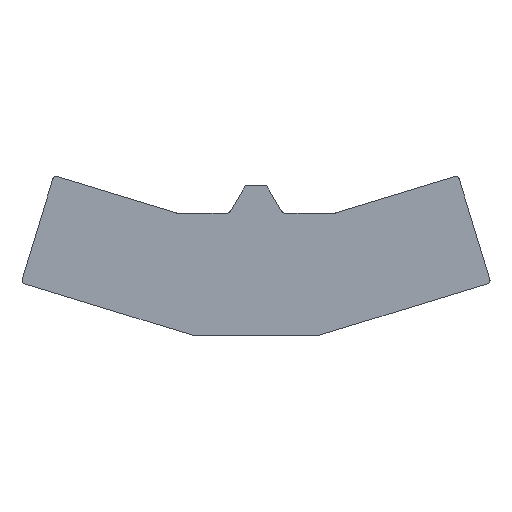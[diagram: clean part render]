
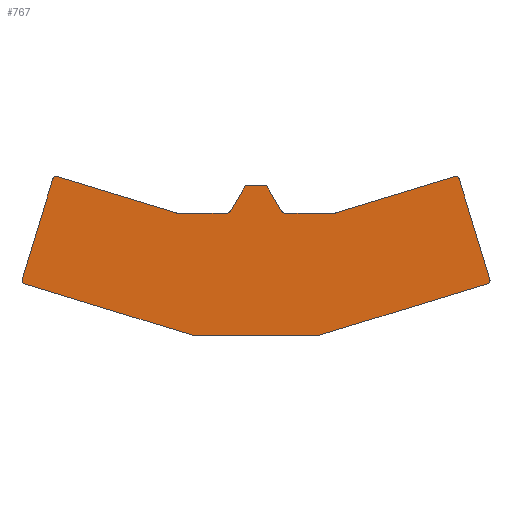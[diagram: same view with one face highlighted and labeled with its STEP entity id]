
A CAD part, top view. The second image highlights one B-rep face of the part: STEP entity #767.
In plain terms, the highlighted planar face has unit normal (0, 0, 1).
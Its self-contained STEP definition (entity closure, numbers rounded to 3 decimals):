
#42 = VERTEX_POINT('',#43);
#43 = CARTESIAN_POINT('',(38.107,-93.443,1.6));
#49 = EDGE_CURVE('',#42,#50,#52,.T.);
#50 = VERTEX_POINT('',#51);
#51 = CARTESIAN_POINT('',(41.853,-91.451,1.6));
#52 = CIRCLE('',#53,3.);
#53 = AXIS2_PLACEMENT_3D('',#54,#55,#56);
#54 = CARTESIAN_POINT('',(40.976,-94.32,1.6));
#55 = DIRECTION('',(0.,0.,-1.));
#56 = DIRECTION('',(-0.956,0.292,0.));
#82 = EDGE_CURVE('',#50,#83,#85,.T.);
#83 = VERTEX_POINT('',#84);
#84 = CARTESIAN_POINT('',(142.666,-122.291,1.6));
#85 = LINE('',#86,#87);
#86 = CARTESIAN_POINT('',(41.853,-91.451,1.6));
#87 = VECTOR('',#88,1.);
#88 = DIRECTION('',(0.956,-0.293,0.));
#113 = EDGE_CURVE('',#83,#114,#116,.T.);
#114 = VERTEX_POINT('',#115);
#115 = CARTESIAN_POINT('',(143.544,-122.422,1.6));
#116 = CIRCLE('',#117,3.);
#117 = AXIS2_PLACEMENT_3D('',#118,#119,#120);
#118 = CARTESIAN_POINT('',(143.543,-119.422,1.6));
#119 = DIRECTION('',(0.,0.,1.));
#120 = DIRECTION('',(-0.293,-0.956,0.));
#146 = EDGE_CURVE('',#114,#147,#149,.T.);
#147 = VERTEX_POINT('',#148);
#148 = CARTESIAN_POINT('',(185.817,-122.422,1.6));
#149 = LINE('',#150,#151);
#150 = CARTESIAN_POINT('',(143.544,-122.422,1.6));
#151 = VECTOR('',#152,1.);
#152 = DIRECTION('',(1.,0.,0.));
#177 = EDGE_CURVE('',#147,#178,#180,.T.);
#178 = VERTEX_POINT('',#179);
#179 = CARTESIAN_POINT('',(188.406,-120.936,1.6));
#180 = CIRCLE('',#181,3.);
#181 = AXIS2_PLACEMENT_3D('',#182,#183,#184);
#182 = CARTESIAN_POINT('',(185.816,-119.422,1.6));
#183 = DIRECTION('',(0.,0.,1.));
#184 = DIRECTION('',(0.,-1.,0.));
#210 = EDGE_CURVE('',#178,#211,#213,.T.);
#211 = VERTEX_POINT('',#212);
#212 = CARTESIAN_POINT('',(200.997,-99.397,1.6));
#213 = LINE('',#214,#215);
#214 = CARTESIAN_POINT('',(188.406,-120.936,1.6));
#215 = VECTOR('',#216,1.);
#216 = DIRECTION('',(0.505,0.863,0.));
#241 = EDGE_CURVE('',#211,#242,#244,.T.);
#242 = VERTEX_POINT('',#243);
#243 = CARTESIAN_POINT('',(219.285,-99.397,1.6));
#244 = LINE('',#245,#246);
#245 = CARTESIAN_POINT('',(200.997,-99.397,1.6));
#246 = VECTOR('',#247,1.);
#247 = DIRECTION('',(1.,0.,0.));
#272 = EDGE_CURVE('',#242,#273,#275,.T.);
#273 = VERTEX_POINT('',#274);
#274 = CARTESIAN_POINT('',(231.947,-120.942,1.6));
#275 = LINE('',#276,#277);
#276 = CARTESIAN_POINT('',(219.285,-99.397,1.6));
#277 = VECTOR('',#278,1.);
#278 = DIRECTION('',(0.507,-0.862,0.));
#303 = EDGE_CURVE('',#273,#304,#306,.T.);
#304 = VERTEX_POINT('',#305);
#305 = CARTESIAN_POINT('',(234.533,-122.422,1.6));
#306 = CIRCLE('',#307,3.);
#307 = AXIS2_PLACEMENT_3D('',#308,#309,#310);
#308 = CARTESIAN_POINT('',(234.533,-119.422,1.6));
#309 = DIRECTION('',(0.,0.,1.));
#310 = DIRECTION('',(-0.862,-0.507,0.));
#336 = EDGE_CURVE('',#304,#337,#339,.T.);
#337 = VERTEX_POINT('',#338);
#338 = CARTESIAN_POINT('',(276.687,-122.422,1.6));
#339 = LINE('',#340,#341);
#340 = CARTESIAN_POINT('',(234.533,-122.422,1.6));
#341 = VECTOR('',#342,1.);
#342 = DIRECTION('',(1.,0.,0.));
#367 = EDGE_CURVE('',#337,#368,#370,.T.);
#368 = VERTEX_POINT('',#369);
#369 = CARTESIAN_POINT('',(277.564,-122.291,1.6));
#370 = CIRCLE('',#371,3.);
#371 = AXIS2_PLACEMENT_3D('',#372,#373,#374);
#372 = CARTESIAN_POINT('',(276.687,-119.422,1.6));
#373 = DIRECTION('',(0.,0.,1.));
#374 = DIRECTION('',(0.,-1.,0.));
#400 = EDGE_CURVE('',#368,#401,#403,.T.);
#401 = VERTEX_POINT('',#402);
#402 = CARTESIAN_POINT('',(378.43,-91.451,1.6));
#403 = LINE('',#404,#405);
#404 = CARTESIAN_POINT('',(277.564,-122.291,1.6));
#405 = VECTOR('',#406,1.);
#406 = DIRECTION('',(0.956,0.292,0.));
#431 = EDGE_CURVE('',#401,#432,#434,.T.);
#432 = VERTEX_POINT('',#433);
#433 = CARTESIAN_POINT('',(382.176,-93.443,1.6));
#434 = CIRCLE('',#435,3.);
#435 = AXIS2_PLACEMENT_3D('',#436,#437,#438);
#436 = CARTESIAN_POINT('',(379.307,-94.32,1.6));
#437 = DIRECTION('',(0.,0.,-1.));
#438 = DIRECTION('',(-0.292,0.956,0.));
#464 = EDGE_CURVE('',#432,#465,#467,.T.);
#465 = VERTEX_POINT('',#466);
#466 = CARTESIAN_POINT('',(408.197,-178.554,1.6));
#467 = LINE('',#468,#469);
#468 = CARTESIAN_POINT('',(382.176,-93.443,1.6));
#469 = VECTOR('',#470,1.);
#470 = DIRECTION('',(0.292,-0.956,0.));
#495 = EDGE_CURVE('',#465,#496,#498,.T.);
#496 = VERTEX_POINT('',#497);
#497 = CARTESIAN_POINT('',(406.205,-182.3,1.6));
#498 = CIRCLE('',#499,3.);
#499 = AXIS2_PLACEMENT_3D('',#500,#501,#502);
#500 = CARTESIAN_POINT('',(405.328,-179.431,1.6));
#501 = DIRECTION('',(0.,0.,-1.));
#502 = DIRECTION('',(0.956,0.292,0.));
#528 = EDGE_CURVE('',#496,#529,#531,.T.);
#529 = VERTEX_POINT('',#530);
#530 = CARTESIAN_POINT('',(263.244,-225.999,1.6));
#531 = LINE('',#532,#533);
#532 = CARTESIAN_POINT('',(406.205,-182.3,1.6));
#533 = VECTOR('',#534,1.);
#534 = DIRECTION('',(-0.956,-0.292,0.));
#559 = EDGE_CURVE('',#529,#560,#562,.T.);
#560 = VERTEX_POINT('',#561);
#561 = CARTESIAN_POINT('',(262.367,-226.13,1.6));
#562 = CIRCLE('',#563,3.);
#563 = AXIS2_PLACEMENT_3D('',#564,#565,#566);
#564 = CARTESIAN_POINT('',(262.367,-223.13,1.6));
#565 = DIRECTION('',(0.,0.,-1.));
#566 = DIRECTION('',(0.292,-0.956,0.));
#592 = EDGE_CURVE('',#560,#593,#595,.T.);
#593 = VERTEX_POINT('',#594);
#594 = CARTESIAN_POINT('',(157.853,-226.13,1.6));
#595 = LINE('',#596,#597);
#596 = CARTESIAN_POINT('',(262.367,-226.13,1.6));
#597 = VECTOR('',#598,1.);
#598 = DIRECTION('',(-1.,0.,0.));
#623 = EDGE_CURVE('',#593,#624,#626,.T.);
#624 = VERTEX_POINT('',#625);
#625 = CARTESIAN_POINT('',(156.976,-225.999,1.6));
#626 = CIRCLE('',#627,3.001);
#627 = AXIS2_PLACEMENT_3D('',#628,#629,#630);
#628 = CARTESIAN_POINT('',(157.853,-223.129,1.6));
#629 = DIRECTION('',(0.,0.,-1.));
#630 = DIRECTION('',(0.,-1.,-0.));
#656 = EDGE_CURVE('',#624,#657,#659,.T.);
#657 = VERTEX_POINT('',#658);
#658 = CARTESIAN_POINT('',(14.078,-182.3,1.6));
#659 = LINE('',#660,#661);
#660 = CARTESIAN_POINT('',(156.976,-225.999,1.6));
#661 = VECTOR('',#662,1.);
#662 = DIRECTION('',(-0.956,0.292,0.));
#687 = EDGE_CURVE('',#657,#688,#690,.T.);
#688 = VERTEX_POINT('',#689);
#689 = CARTESIAN_POINT('',(12.086,-178.554,1.6));
#690 = CIRCLE('',#691,3.);
#691 = AXIS2_PLACEMENT_3D('',#692,#693,#694);
#692 = CARTESIAN_POINT('',(14.955,-179.431,1.6));
#693 = DIRECTION('',(0.,0.,-1.));
#694 = DIRECTION('',(-0.292,-0.956,-0.));
#720 = EDGE_CURVE('',#688,#42,#721,.T.);
#721 = LINE('',#722,#723);
#722 = CARTESIAN_POINT('',(12.086,-178.554,1.6));
#723 = VECTOR('',#724,1.);
#724 = DIRECTION('',(0.292,0.956,0.));
#767 = ADVANCED_FACE('',(#768),#792,.T.);
#768 = FACE_BOUND('',#769,.F.);
#769 = EDGE_LOOP('',(#770,#771,#772,#773,#774,#775,#776,#777,#778,#779,
    #780,#781,#782,#783,#784,#785,#786,#787,#788,#789,#790,#791));
#770 = ORIENTED_EDGE('',*,*,#49,.T.);
#771 = ORIENTED_EDGE('',*,*,#82,.T.);
#772 = ORIENTED_EDGE('',*,*,#113,.T.);
#773 = ORIENTED_EDGE('',*,*,#146,.T.);
#774 = ORIENTED_EDGE('',*,*,#177,.T.);
#775 = ORIENTED_EDGE('',*,*,#210,.T.);
#776 = ORIENTED_EDGE('',*,*,#241,.T.);
#777 = ORIENTED_EDGE('',*,*,#272,.T.);
#778 = ORIENTED_EDGE('',*,*,#303,.T.);
#779 = ORIENTED_EDGE('',*,*,#336,.T.);
#780 = ORIENTED_EDGE('',*,*,#367,.T.);
#781 = ORIENTED_EDGE('',*,*,#400,.T.);
#782 = ORIENTED_EDGE('',*,*,#431,.T.);
#783 = ORIENTED_EDGE('',*,*,#464,.T.);
#784 = ORIENTED_EDGE('',*,*,#495,.T.);
#785 = ORIENTED_EDGE('',*,*,#528,.T.);
#786 = ORIENTED_EDGE('',*,*,#559,.T.);
#787 = ORIENTED_EDGE('',*,*,#592,.T.);
#788 = ORIENTED_EDGE('',*,*,#623,.T.);
#789 = ORIENTED_EDGE('',*,*,#656,.T.);
#790 = ORIENTED_EDGE('',*,*,#687,.T.);
#791 = ORIENTED_EDGE('',*,*,#720,.T.);
#792 = PLANE('',#793);
#793 = AXIS2_PLACEMENT_3D('',#794,#795,#796);
#794 = CARTESIAN_POINT('',(0.,0.,1.6));
#795 = DIRECTION('',(0.,0.,1.));
#796 = DIRECTION('',(1.,0.,-0.));
